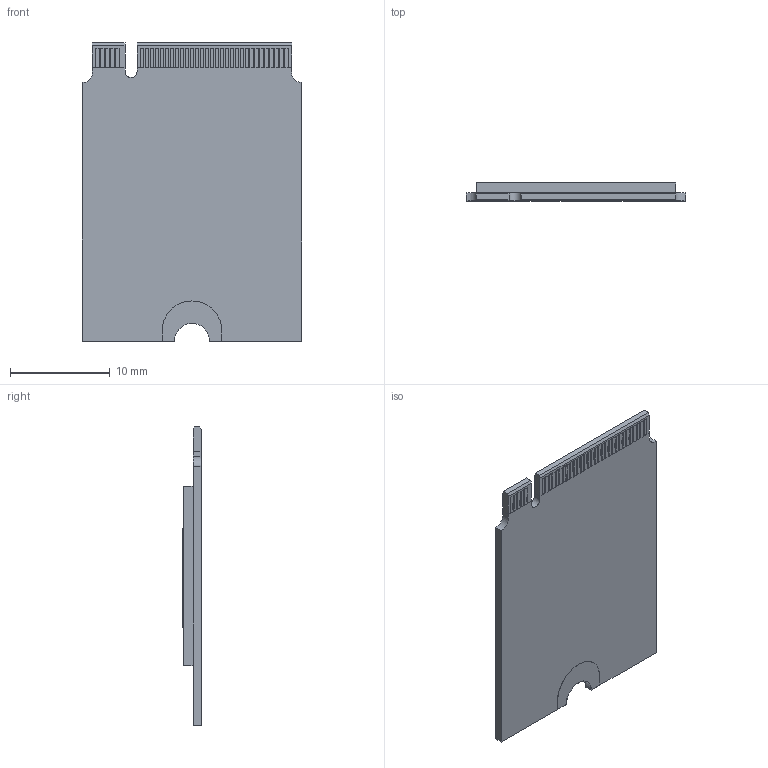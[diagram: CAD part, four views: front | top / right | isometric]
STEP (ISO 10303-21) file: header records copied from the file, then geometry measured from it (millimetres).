
FILE_DESCRIPTION(/* description */ ('STEP AP203'),/* implementation_level */ '2;1');
FILE_NAME(/* name */ 'M.2 2230, Key M.step',/* time_stamp */ '2026-02-07T03:19:43+01:00',/* author */ (''),/* organization */ (''),/* preprocessor_version */ 'ST-DEVELOPER v20.1',/* originating_system */ 'Autodesk Translation Framework v14.24.0.0',/* authorisation */ '');
FILE_SCHEMA (('AUTOMOTIVE_DESIGN { 1 0 10303 214 3 1 1 }'));
Length unit declared in the file: millimetre
Products named in the file (5): 453-00178; Kontakte; Gehäuse; NAND; RPI Logo v1
Assembly tree (4 placements, depth 2):
  453-00178
    Kontakte
    Gehäuse
    NAND
    RPI Logo v1
Bounding box: 22 x 1.82 x 30 mm (x, y, z)
Volume: 875.7 mm3; surface area: 2491 mm2
Topology: 77 solids, 77 shells, 1756 faces, 4776 edges, 3184 vertices
Faces by surface type: plane 983, cylinder 773
Entity records: 55907 total; most frequent: DIRECTION 9854, CARTESIAN_POINT 9726, ORIENTED_EDGE 9552, EDGE_CURVE 4776, AXIS2_PLACEMENT_3D 3312, LINE 3230, VECTOR 3230, VERTEX_POINT 3184
